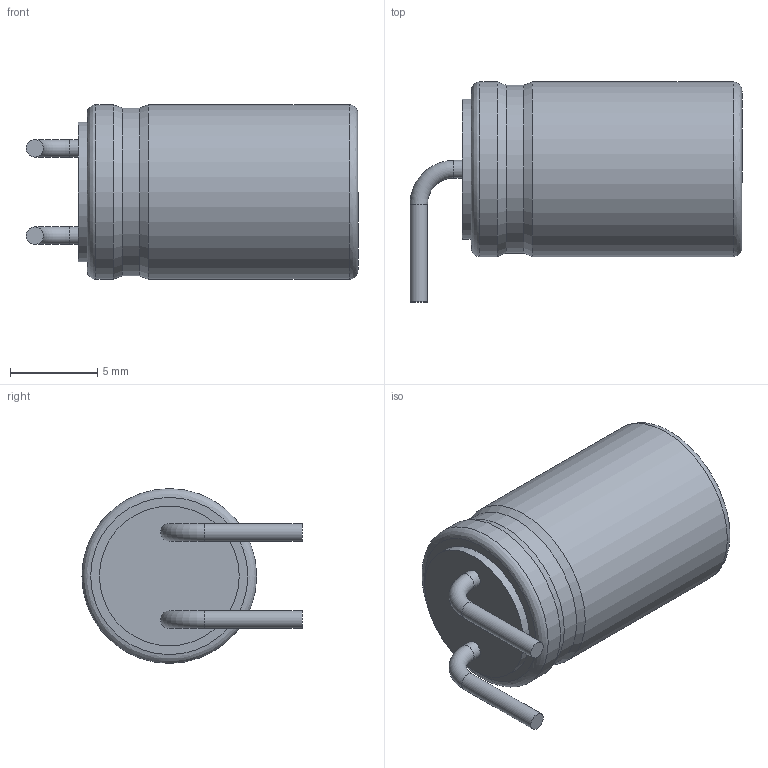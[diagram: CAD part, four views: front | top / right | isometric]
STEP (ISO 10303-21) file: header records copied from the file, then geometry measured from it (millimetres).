
FILE_DESCRIPTION(('FreeCAD Model'),'2;1');
FILE_NAME('Open CASCADE Shape Model','2024-06-21T23:41:31',(''),(''), 'Open CASCADE STEP processor 7.6','FreeCAD','Unknown');
FILE_SCHEMA(('AUTOMOTIVE_DESIGN { 1 0 10303 214 1 1 1 1 }'));
Length unit declared in the file: millimetre
Products named in the file (1): Mirrored
Bounding box: 19 x 12.6 x 10 mm (x, y, z)
Volume: 1244.5 mm3; surface area: 701.4 mm2
Topology: 1 solids, 1 shells, 19 faces, 32 edges, 18 vertices
Faces by surface type: cylinder 8, plane 5, revolution 2, cone 2, torus 2
Full cylindrical faces by diameter (mm): 1 x4, 8 x1, 9.6 x1, 10 x2
Entity records: 600 total; most frequent: DIRECTION 96, CARTESIAN_POINT 72, ORIENTED_EDGE 64, AXIS2_PLACEMENT_3D 42, EDGE_CURVE 32, CIRCLE 24, FACE_BOUND 22, EDGE_LOOP 22
